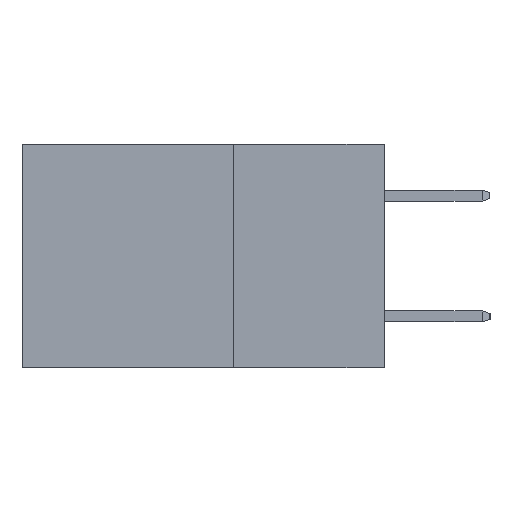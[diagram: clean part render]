
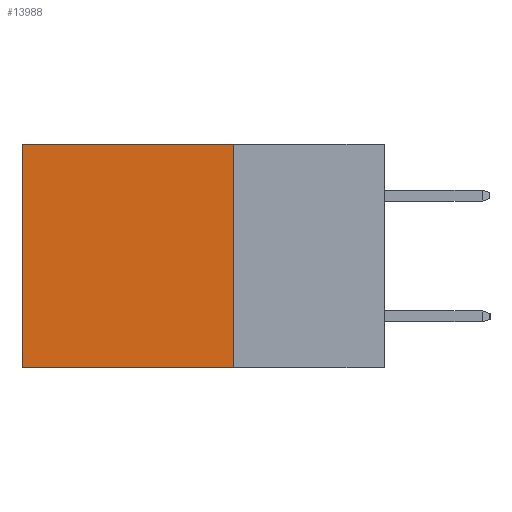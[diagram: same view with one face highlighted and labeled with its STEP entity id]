
A CAD part, left-side view. The second image highlights one B-rep face of the part: STEP entity #13988.
In plain terms, the highlighted planar face has unit normal (-1, 0, 0).
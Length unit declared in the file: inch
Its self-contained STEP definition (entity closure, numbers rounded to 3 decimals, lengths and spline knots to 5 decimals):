
#29 = VERTEX_POINT ( 'NONE', #3735 ) ;
#225 = VERTEX_POINT ( 'NONE', #741 ) ;
#303 = ORIENTED_EDGE ( 'NONE', *, *, #11338, .T. ) ;
#741 = CARTESIAN_POINT ( 'NONE',  ( 0.2615, 0.6, -0.37 ) ) ;
#2283 = VECTOR ( 'NONE', #11308, 39.37008 ) ;
#2904 = VECTOR ( 'NONE', #13632, 39.37008 ) ;
#3735 = CARTESIAN_POINT ( 'NONE',  ( 0.2615, 0.6, 0. ) ) ;
#3858 = ORIENTED_EDGE ( 'NONE', *, *, #11890, .F. ) ;
#4217 = ORIENTED_EDGE ( 'NONE', *, *, #13776, .T. ) ;
#4529 = CARTESIAN_POINT ( 'NONE',  ( 0.2615, 0.25, -0.37 ) ) ;
#4727 = DIRECTION ( 'NONE',  ( 0., 1., 0. ) ) ;
#5050 = EDGE_CURVE ( 'NONE', #8466, #225, #12466, .T. ) ;
#5554 = DIRECTION ( 'NONE',  ( 0., 0., -1. ) ) ;
#5600 = CARTESIAN_POINT ( 'NONE',  ( 0.2615, 0.6, -0.37 ) ) ;
#5978 = CARTESIAN_POINT ( 'NONE',  ( 0.2615, 0.25, 0. ) ) ;
#6005 = VECTOR ( 'NONE', #4727, 39.37008 ) ;
#6541 = ORIENTED_EDGE ( 'NONE', *, *, #5050, .F. ) ;
#7051 = LINE ( 'NONE', #5600, #12784 ) ;
#7643 = AXIS2_PLACEMENT_3D ( 'NONE', #10198, #9761, #9759 ) ;
#8217 = FACE_OUTER_BOUND ( 'NONE', #11773, .T. ) ;
#8466 = VERTEX_POINT ( 'NONE', #8478 ) ;
#8478 = CARTESIAN_POINT ( 'NONE',  ( 0.2615, 0.25, -0.37 ) ) ;
#9020 = LINE ( 'NONE', #13586, #2904 ) ;
#9759 = DIRECTION ( 'NONE',  ( 0., 0., -1. ) ) ;
#9761 = DIRECTION ( 'NONE',  ( 1., 0., 0. ) ) ;
#9890 = PLANE ( 'NONE',  #7643 ) ;
#9979 = VERTEX_POINT ( 'NONE', #5978 ) ;
#10198 = CARTESIAN_POINT ( 'NONE',  ( 0.2615, 0.25, -0.37 ) ) ;
#11116 = LINE ( 'NONE', #11319, #2283 ) ;
#11308 = DIRECTION ( 'NONE',  ( 0., 1., 0. ) ) ;
#11319 = CARTESIAN_POINT ( 'NONE',  ( 0.2615, 0.25, 0. ) ) ;
#11338 = EDGE_CURVE ( 'NONE', #29, #225, #7051, .T. ) ;
#11773 = EDGE_LOOP ( 'NONE', ( #303, #6541, #3858, #4217 ) ) ;
#11890 = EDGE_CURVE ( 'NONE', #9979, #8466, #9020, .T. ) ;
#12466 = LINE ( 'NONE', #4529, #6005 ) ;
#12784 = VECTOR ( 'NONE', #5554, 39.37008 ) ;
#13586 = CARTESIAN_POINT ( 'NONE',  ( 0.2615, 0.25, -0.37 ) ) ;
#13632 = DIRECTION ( 'NONE',  ( 0., 0., -1. ) ) ;
#13776 = EDGE_CURVE ( 'NONE', #9979, #29, #11116, .T. ) ;
#13988 = ADVANCED_FACE ( 'NONE', ( #8217 ), #9890, .F. ) ;
